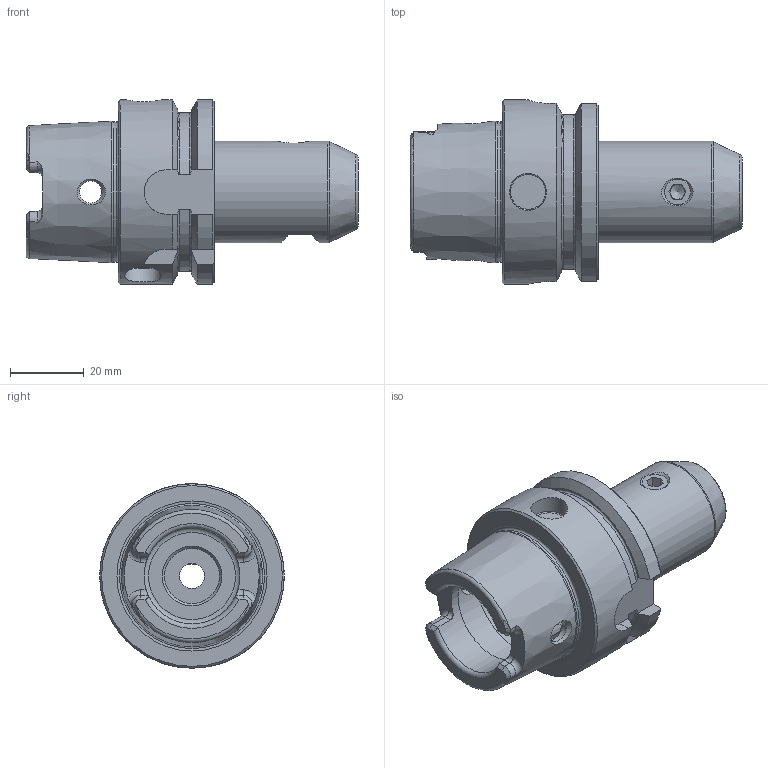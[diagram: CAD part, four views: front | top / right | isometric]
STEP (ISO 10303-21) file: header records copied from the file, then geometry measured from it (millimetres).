
FILE_DESCRIPTION( ( 'Unknown' ), '1' );
FILE_NAME( '255030830.stp', 'Unknown', ( 'Unknown' ), ( 'Unknown' ), 'PSStep 15.0.49', 'Unknown', ' ' );
FILE_SCHEMA( ( 'AUTOMOTIVE_DESIGN { 1 0 10303 214 1 1 1 1 }' ) );
Length unit declared in the file: millimetre
Products named in the file (2): 1; 2
Bounding box: 90 x 50 x 50 mm (x, y, z)
Volume: 68340.6 mm3; surface area: 19794.1 mm2
Topology: 2 solids, 2 shells, 152 faces, 401 edges, 254 vertices
Faces by surface type: plane 63, cylinder 36, cone 31, torus 22
Full cylindrical faces by diameter (mm): 6 x2, 6.647 x1, 6.8 x1, 8 x2, 8.5 x1, 10 x2, 14.917 x1, 17 x1, 26 x2, 27.5 x1, 32 x1, 38.009 x1, 50 x1
Entity records: 6498 total; most frequent: CARTESIAN_POINT 1899, DIRECTION 672, ORIENTED_EDGE 662, EDGE_CURVE 331, AXIS2_PLACEMENT_3D 275, VERTEX_POINT 234, EDGE_LOOP 209, FACE_OUTER_BOUND 179
